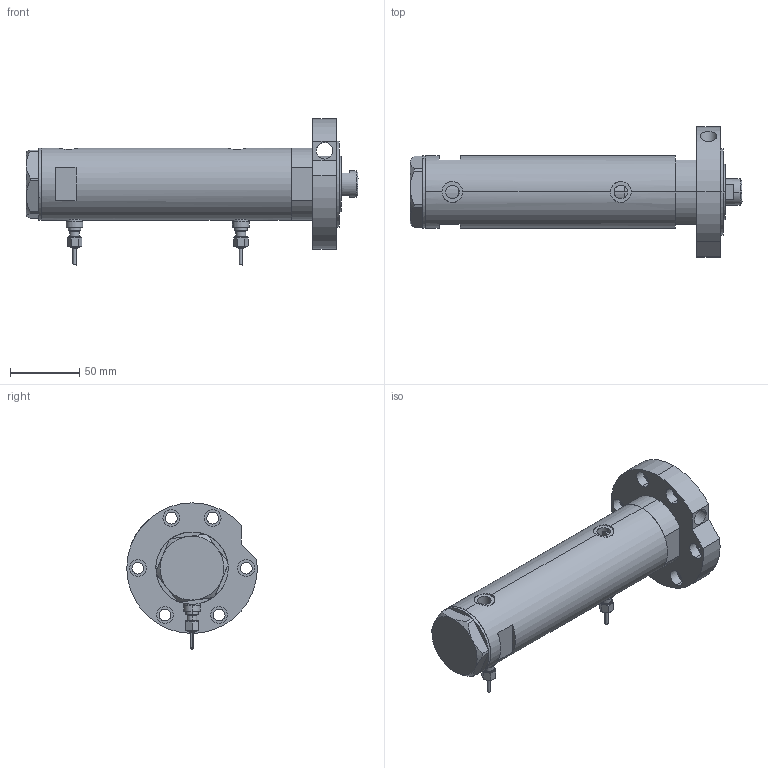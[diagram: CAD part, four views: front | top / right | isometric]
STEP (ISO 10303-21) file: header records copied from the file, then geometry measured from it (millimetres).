
FILE_DESCRIPTION (( 'STEP AP203' ), '1' );
FILE_NAME ('6ec0.STEP', '2022-04-14T23:16:03', ( '' ), ( '' ), 'SwSTEP 2.0', 'SolidWorks 2019', '' );
FILE_SCHEMA (( 'CONFIG_CONTROL_DESIGN' ));
Length unit declared in the file: millimetre
Products named in the file (7): 6ec0; V270CG_BACK 8bf9830bce9c78a29922c721741427d9; V270CG_SWITCH 8bf9830bce9c78a29922c721741427d9; V270CG_RF211E 8bf9830bce9c78a29922c721741427d9; V270CG_FRONT 8bf9830bce9c78a29922c721741427d9; V270CG_VC 8bf9830bce9c78a29922c721741427d9; V270CG_MIDDLE 8bf9830bce9c78a29922c721741427d9
Assembly tree (7 placements, depth 2):
  6ec0
    V270CG_MIDDLE 8bf9830bce9c78a29922c721741427d9
    V270CG_BACK 8bf9830bce9c78a29922c721741427d9
    V270CG_FRONT 8bf9830bce9c78a29922c721741427d9
    V270CG_VC 8bf9830bce9c78a29922c721741427d9
    V270CG_RF211E 8bf9830bce9c78a29922c721741427d9
    V270CG_SWITCH 8bf9830bce9c78a29922c721741427d9  x2
Bounding box: 239.02 x 93.96 x 105.3 mm (x, y, z)
Volume: 507978.1 mm3; surface area: 119657.5 mm2
Topology: 7 solids, 7 shells, 290 faces, 651 edges, 399 vertices
Faces by surface type: cylinder 110, plane 106, cone 48, torus 24, bspline 2
Entity records: 8501 total; most frequent: CARTESIAN_POINT 2269, DIRECTION 1217, ORIENTED_EDGE 1082, EDGE_CURVE 541, AXIS2_PLACEMENT_3D 508, VERTEX_POINT 335, EDGE_LOOP 286, CIRCLE 262
